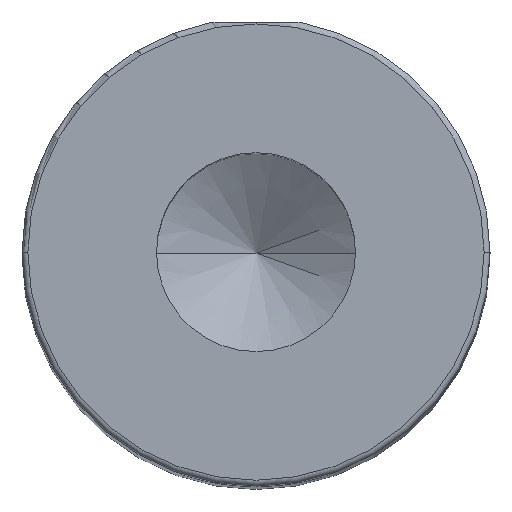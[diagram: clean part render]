
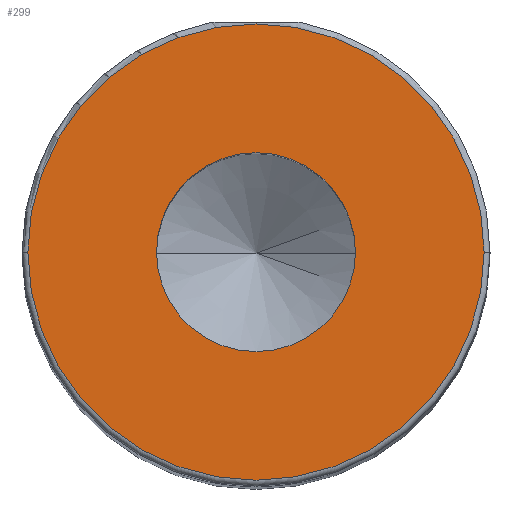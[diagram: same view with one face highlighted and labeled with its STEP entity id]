
A CAD part, top view. The second image highlights one B-rep face of the part: STEP entity #299.
In plain terms, the highlighted planar face has unit normal (0, 0, 1).
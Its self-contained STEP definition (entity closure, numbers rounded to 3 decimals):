
#26 = DIRECTION ( 'NONE',  ( 0., 0., 1. ) ) ;
#32 = VERTEX_POINT ( 'NONE', #223 ) ;
#56 = EDGE_CURVE ( 'NONE', #857, #79, #77, .T. ) ;
#61 = CARTESIAN_POINT ( 'NONE',  ( -3.4, 0., 35. ) ) ;
#67 = CARTESIAN_POINT ( 'NONE',  ( 7.8, 0., 35. ) ) ;
#74 = DIRECTION ( 'NONE',  ( 1., 0., 0. ) ) ;
#77 = CIRCLE ( 'NONE', #775, 3.4 ) ;
#79 = VERTEX_POINT ( 'NONE', #130 ) ;
#120 = EDGE_LOOP ( 'NONE', ( #1026, #513 ) ) ;
#130 = CARTESIAN_POINT ( 'NONE',  ( 3.4, 0., 35. ) ) ;
#132 = DIRECTION ( 'NONE',  ( 0., 0., 1. ) ) ;
#157 = FACE_OUTER_BOUND ( 'NONE', #120, .T. ) ;
#170 = EDGE_CURVE ( 'NONE', #286, #32, #1290, .T. ) ;
#223 = CARTESIAN_POINT ( 'NONE',  ( -7.8, 0., 35. ) ) ;
#286 = VERTEX_POINT ( 'NONE', #67 ) ;
#299 = ADVANCED_FACE ( 'NONE', ( #693, #157 ), #590, .T. ) ;
#334 = CIRCLE ( 'NONE', #1132, 3.4 ) ;
#344 = DIRECTION ( 'NONE',  ( 0., 0., 1. ) ) ;
#456 = CARTESIAN_POINT ( 'NONE',  ( 0., 0., 35. ) ) ;
#458 = AXIS2_PLACEMENT_3D ( 'NONE', #1179, #680, #74 ) ;
#494 = AXIS2_PLACEMENT_3D ( 'NONE', #640, #26, #743 ) ;
#513 = ORIENTED_EDGE ( 'NONE', *, *, #759, .T. ) ;
#561 = DIRECTION ( 'NONE',  ( 1., 0., 0. ) ) ;
#590 = PLANE ( 'NONE',  #458 ) ;
#634 = AXIS2_PLACEMENT_3D ( 'NONE', #456, #1157, #561 ) ;
#640 = CARTESIAN_POINT ( 'NONE',  ( 0., 0., 35. ) ) ;
#680 = DIRECTION ( 'NONE',  ( 0., 0., 1. ) ) ;
#693 = FACE_BOUND ( 'NONE', #1185, .T. ) ;
#725 = EDGE_CURVE ( 'NONE', #79, #857, #334, .T. ) ;
#735 = CARTESIAN_POINT ( 'NONE',  ( 0., 0., 35. ) ) ;
#743 = DIRECTION ( 'NONE',  ( 1., 0., 0. ) ) ;
#759 = EDGE_CURVE ( 'NONE', #32, #286, #1069, .T. ) ;
#775 = AXIS2_PLACEMENT_3D ( 'NONE', #936, #344, #1038 ) ;
#840 = DIRECTION ( 'NONE',  ( 1., 0., 0. ) ) ;
#857 = VERTEX_POINT ( 'NONE', #61 ) ;
#936 = CARTESIAN_POINT ( 'NONE',  ( 0., 0., 35. ) ) ;
#1012 = ORIENTED_EDGE ( 'NONE', *, *, #725, .F. ) ;
#1026 = ORIENTED_EDGE ( 'NONE', *, *, #170, .T. ) ;
#1038 = DIRECTION ( 'NONE',  ( 1., 0., 0. ) ) ;
#1069 = CIRCLE ( 'NONE', #494, 7.8 ) ;
#1132 = AXIS2_PLACEMENT_3D ( 'NONE', #735, #132, #840 ) ;
#1157 = DIRECTION ( 'NONE',  ( 0., 0., 1. ) ) ;
#1179 = CARTESIAN_POINT ( 'NONE',  ( 0., 0., 35. ) ) ;
#1185 = EDGE_LOOP ( 'NONE', ( #1012, #1196 ) ) ;
#1196 = ORIENTED_EDGE ( 'NONE', *, *, #56, .F. ) ;
#1290 = CIRCLE ( 'NONE', #634, 7.8 ) ;
